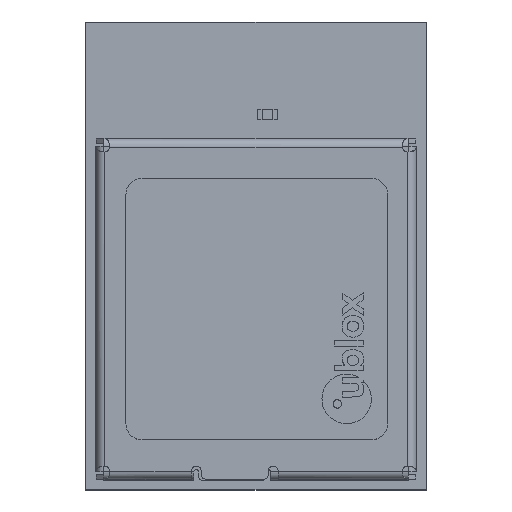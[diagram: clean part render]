
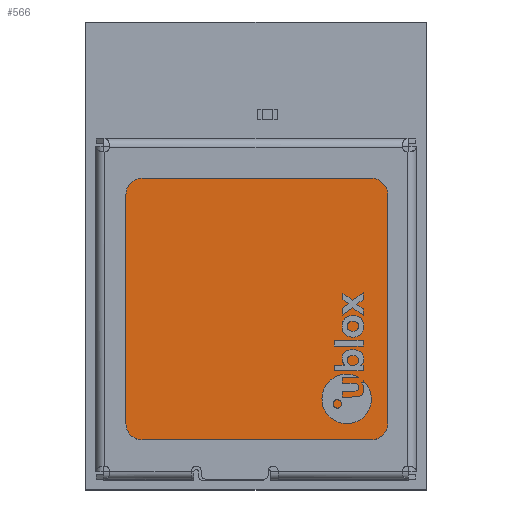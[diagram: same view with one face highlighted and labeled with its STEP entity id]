
A CAD part, top view. The second image highlights one B-rep face of the part: STEP entity #566.
In plain terms, the highlighted planar face has unit normal (0, 0, 1).
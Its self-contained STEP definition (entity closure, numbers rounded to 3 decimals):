
#410 = EDGE_CURVE('',#411,#413,#415,.T.);
#411 = VERTEX_POINT('',#412);
#412 = CARTESIAN_POINT('',(4.,-3.5,0.1));
#413 = VERTEX_POINT('',#414);
#414 = CARTESIAN_POINT('',(4.,3.5,0.1));
#415 = LINE('',#416,#417);
#416 = CARTESIAN_POINT('',(4.,4.,0.1));
#417 = VECTOR('',#418,1.);
#418 = DIRECTION('',(0.,1.,0.));
#461 = VERTEX_POINT('',#462);
#462 = CARTESIAN_POINT('',(-3.5,4.,0.1));
#468 = EDGE_CURVE('',#469,#461,#471,.T.);
#469 = VERTEX_POINT('',#470);
#470 = CARTESIAN_POINT('',(3.5,4.,0.1));
#471 = LINE('',#472,#473);
#472 = CARTESIAN_POINT('',(-4.,4.,0.1));
#473 = VECTOR('',#474,1.);
#474 = DIRECTION('',(-1.,0.,0.));
#501 = VERTEX_POINT('',#502);
#502 = CARTESIAN_POINT('',(-4.,-3.5,0.1));
#508 = EDGE_CURVE('',#509,#501,#511,.T.);
#509 = VERTEX_POINT('',#510);
#510 = CARTESIAN_POINT('',(-4.,3.5,0.1));
#511 = LINE('',#512,#513);
#512 = CARTESIAN_POINT('',(-4.,4.,0.1));
#513 = VECTOR('',#514,1.);
#514 = DIRECTION('',(0.,-1.,0.));
#530 = EDGE_CURVE('',#531,#533,#535,.T.);
#531 = VERTEX_POINT('',#532);
#532 = CARTESIAN_POINT('',(-3.5,-4.,0.1));
#533 = VERTEX_POINT('',#534);
#534 = CARTESIAN_POINT('',(3.5,-4.,0.1));
#535 = LINE('',#536,#537);
#536 = CARTESIAN_POINT('',(-4.,-4.,0.1));
#537 = VECTOR('',#538,1.);
#538 = DIRECTION('',(1.,0.,0.));
#566 = ADVANCED_FACE('',(#567),#601,.T.);
#567 = FACE_BOUND('',#568,.T.);
#568 = EDGE_LOOP('',(#569,#570,#577,#578,#585,#586,#593,#594));
#569 = ORIENTED_EDGE('',*,*,#508,.T.);
#570 = ORIENTED_EDGE('',*,*,#571,.T.);
#571 = EDGE_CURVE('',#501,#531,#572,.T.);
#572 = CIRCLE('',#573,0.5);
#573 = AXIS2_PLACEMENT_3D('',#574,#575,#576);
#574 = CARTESIAN_POINT('',(-3.5,-3.5,0.1));
#575 = DIRECTION('',(0.,0.,1.));
#576 = DIRECTION('',(1.,0.,0.));
#577 = ORIENTED_EDGE('',*,*,#530,.T.);
#578 = ORIENTED_EDGE('',*,*,#579,.T.);
#579 = EDGE_CURVE('',#533,#411,#580,.T.);
#580 = CIRCLE('',#581,0.5);
#581 = AXIS2_PLACEMENT_3D('',#582,#583,#584);
#582 = CARTESIAN_POINT('',(3.5,-3.5,0.1));
#583 = DIRECTION('',(0.,0.,1.));
#584 = DIRECTION('',(1.,0.,0.));
#585 = ORIENTED_EDGE('',*,*,#410,.T.);
#586 = ORIENTED_EDGE('',*,*,#587,.T.);
#587 = EDGE_CURVE('',#413,#469,#588,.T.);
#588 = CIRCLE('',#589,0.5);
#589 = AXIS2_PLACEMENT_3D('',#590,#591,#592);
#590 = CARTESIAN_POINT('',(3.5,3.5,0.1));
#591 = DIRECTION('',(0.,0.,1.));
#592 = DIRECTION('',(1.,0.,0.));
#593 = ORIENTED_EDGE('',*,*,#468,.T.);
#594 = ORIENTED_EDGE('',*,*,#595,.T.);
#595 = EDGE_CURVE('',#461,#509,#596,.T.);
#596 = CIRCLE('',#597,0.5);
#597 = AXIS2_PLACEMENT_3D('',#598,#599,#600);
#598 = CARTESIAN_POINT('',(-3.5,3.5,0.1));
#599 = DIRECTION('',(0.,0.,1.));
#600 = DIRECTION('',(1.,0.,0.));
#601 = PLANE('',#602);
#602 = AXIS2_PLACEMENT_3D('',#603,#604,#605);
#603 = CARTESIAN_POINT('',(0.,0.,0.1));
#604 = DIRECTION('',(0.,0.,1.));
#605 = DIRECTION('',(1.,0.,0.));
